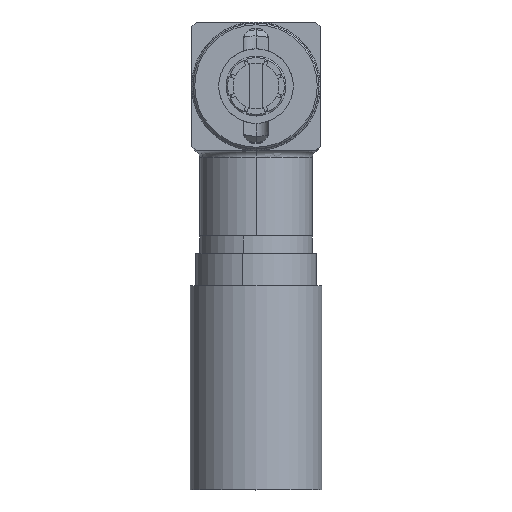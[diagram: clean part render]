
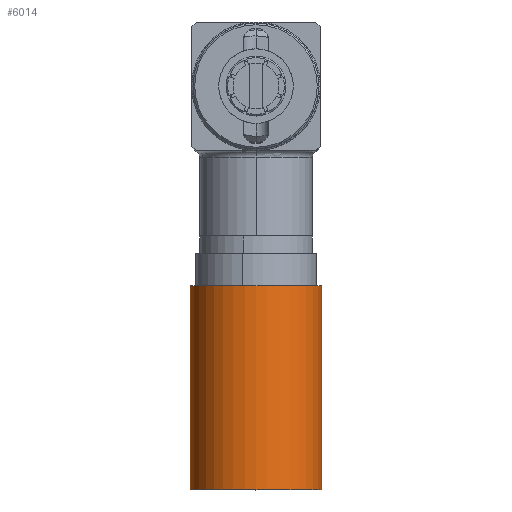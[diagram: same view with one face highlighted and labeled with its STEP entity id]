
A CAD part, top view. The second image highlights one B-rep face of the part: STEP entity #6014.
In plain terms, the highlighted cylindrical face has radius 4.1 mm (diameter 8.2 mm), a partial arc.
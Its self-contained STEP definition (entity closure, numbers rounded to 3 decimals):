
#1401 = CIRCLE ( 'NONE', #9302, 4.1 ) ;
#1413 = DIRECTION ( 'NONE',  ( 0., 1., 0. ) ) ;
#1439 = VERTEX_POINT ( 'NONE', #10690 ) ;
#1488 = VECTOR ( 'NONE', #13538, 1000. ) ;
#1580 = DIRECTION ( 'NONE',  ( 1., 0., 0. ) ) ;
#1639 = EDGE_CURVE ( 'NONE', #13792, #1439, #9405, .T. ) ;
#1775 = DIRECTION ( 'NONE',  ( 0., 1., 0. ) ) ;
#2174 = ORIENTED_EDGE ( 'NONE', *, *, #12366, .T. ) ;
#2718 = ORIENTED_EDGE ( 'NONE', *, *, #1639, .F. ) ;
#3225 = CIRCLE ( 'NONE', #10844, 4.1 ) ;
#3813 = EDGE_LOOP ( 'NONE', ( #2718, #15518, #2174, #16886 ) ) ;
#4576 = LINE ( 'NONE', #8496, #1488 ) ;
#4967 = DIRECTION ( 'NONE',  ( 0., -1., 0. ) ) ;
#5656 = CARTESIAN_POINT ( 'NONE',  ( -41.34, 3.398, 2.485 ) ) ;
#6014 = ADVANCED_FACE ( 'NONE', ( #15463 ), #14093, .T. ) ;
#6163 = CARTESIAN_POINT ( 'NONE',  ( -41.34, 3.398, 2.485 ) ) ;
#6572 = VECTOR ( 'NONE', #7003, 1000. ) ;
#7003 = DIRECTION ( 'NONE',  ( 0., -1., 0. ) ) ;
#7360 = CARTESIAN_POINT ( 'NONE',  ( -37.24, 3.398, 2.485 ) ) ;
#8155 = DIRECTION ( 'NONE',  ( 1., 0., 0. ) ) ;
#8295 = VERTEX_POINT ( 'NONE', #11305 ) ;
#8496 = CARTESIAN_POINT ( 'NONE',  ( -45.44, 3.398, 2.485 ) ) ;
#9218 = EDGE_CURVE ( 'NONE', #14567, #13792, #1401, .T. ) ;
#9302 = AXIS2_PLACEMENT_3D ( 'NONE', #5656, #1413, #1580 ) ;
#9405 = LINE ( 'NONE', #11037, #6572 ) ;
#10094 = DIRECTION ( 'NONE',  ( -1., 0., 0. ) ) ;
#10690 = CARTESIAN_POINT ( 'NONE',  ( -37.24, -9.302, 2.485 ) ) ;
#10844 = AXIS2_PLACEMENT_3D ( 'NONE', #12019, #1775, #8155 ) ;
#11037 = CARTESIAN_POINT ( 'NONE',  ( -37.24, 3.398, 2.485 ) ) ;
#11305 = CARTESIAN_POINT ( 'NONE',  ( -45.44, -9.302, 2.485 ) ) ;
#12019 = CARTESIAN_POINT ( 'NONE',  ( -41.34, -9.302, 2.485 ) ) ;
#12366 = EDGE_CURVE ( 'NONE', #14567, #8295, #4576, .T. ) ;
#12377 = CARTESIAN_POINT ( 'NONE',  ( -45.44, 3.398, 2.485 ) ) ;
#13538 = DIRECTION ( 'NONE',  ( 0., -1., 0. ) ) ;
#13792 = VERTEX_POINT ( 'NONE', #7360 ) ;
#14093 = CYLINDRICAL_SURFACE ( 'NONE', #16574, 4.1 ) ;
#14567 = VERTEX_POINT ( 'NONE', #12377 ) ;
#15463 = FACE_OUTER_BOUND ( 'NONE', #3813, .T. ) ;
#15518 = ORIENTED_EDGE ( 'NONE', *, *, #9218, .F. ) ;
#16559 = EDGE_CURVE ( 'NONE', #8295, #1439, #3225, .T. ) ;
#16574 = AXIS2_PLACEMENT_3D ( 'NONE', #6163, #4967, #10094 ) ;
#16886 = ORIENTED_EDGE ( 'NONE', *, *, #16559, .T. ) ;
